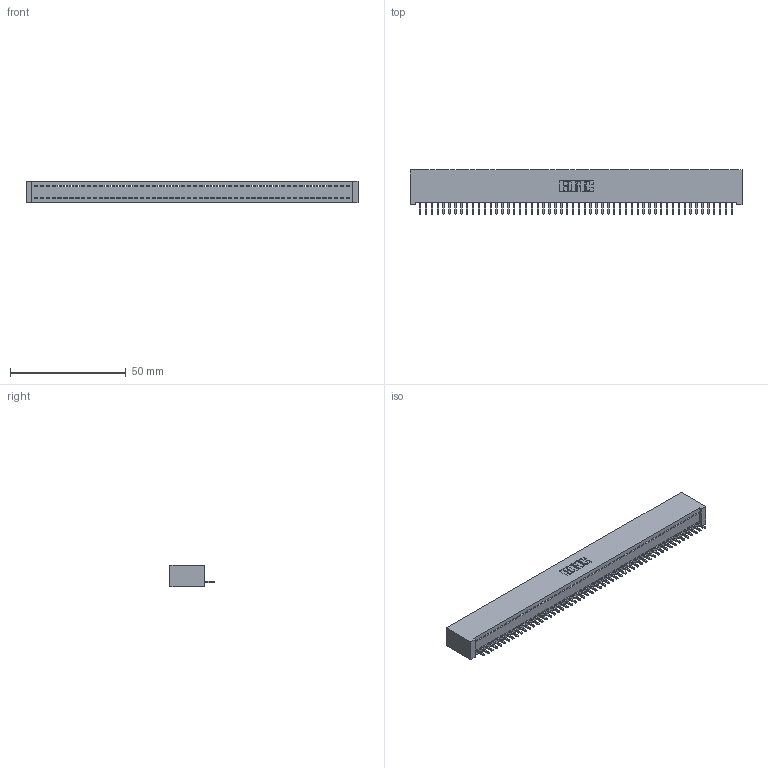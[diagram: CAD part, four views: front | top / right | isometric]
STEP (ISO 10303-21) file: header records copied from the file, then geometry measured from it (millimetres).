
FILE_DESCRIPTION (( 'STEP AP203' ), '1' );
FILE_NAME ('342-054-521-101.STEP', '2019-10-03T02:44:50', ( '' ), ( '' ), 'SwSTEP 2.0', 'SolidWorks 2016', '' );
FILE_SCHEMA (( 'CONFIG_CONTROL_DESIGN' ));
Length unit declared in the file: inch
Products named in the file (3): 342 Part_Lugless; 345-292-001_345-293-121; 342-054-521-101
Assembly tree (55 placements, depth 2):
  342-054-521-101
    342 Part_Lugless
    345-292-001_345-293-121  x54
Bounding box: 143.41 x 19.06 x 9.4 mm (x, y, z)
Volume: 12873.6 mm3; surface area: 18861.9 mm2
Topology: 55 solids, 55 shells, 3234 faces, 9779 edges, 6446 vertices
Faces by surface type: plane 2330, cylinder 904
Entity records: 31069 total; most frequent: CARTESIAN_POINT 5364, ORIENTED_EDGE 5354, DIRECTION 4493, EDGE_CURVE 2677, VECTOR 2557, LINE 2557, VERTEX_POINT 1782, AXIS2_PLACEMENT_3D 968
